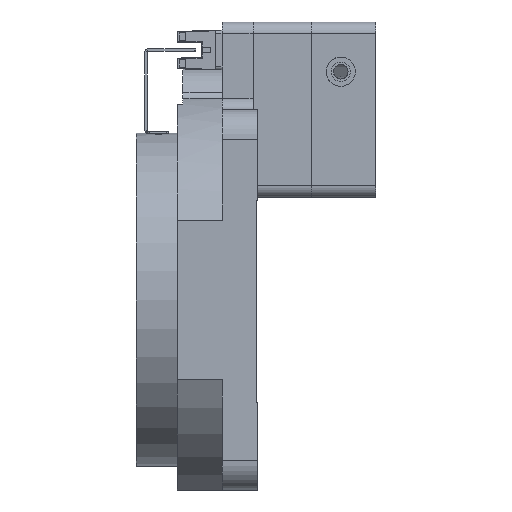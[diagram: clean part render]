
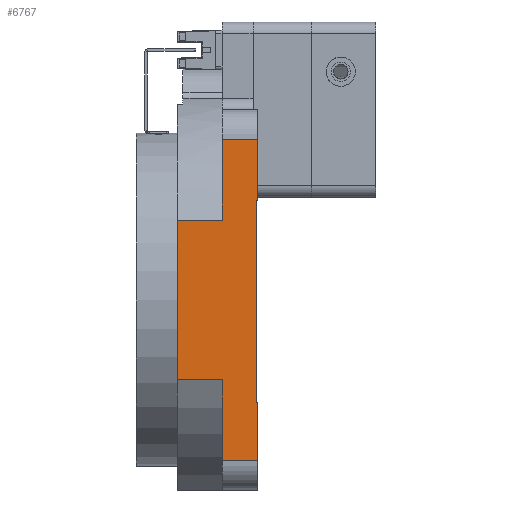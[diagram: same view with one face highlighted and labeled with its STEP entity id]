
A CAD part, left-side view. The second image highlights one B-rep face of the part: STEP entity #6767.
In plain terms, the highlighted planar face has unit normal (-1, 0, 0).
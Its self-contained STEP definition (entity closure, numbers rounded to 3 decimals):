
#4281=DIRECTION('',(0.,-1.,0.));
#4282=VECTOR('',#4281,0.5);
#4283=CARTESIAN_POINT('',(-65.,0.5,34.1));
#4284=LINE('',#4283,#4282);
#4289=DIRECTION('',(0.,0.,-1.));
#4290=VECTOR('',#4289,20.9);
#4291=CARTESIAN_POINT('',(-65.,0.,55.));
#4292=LINE('',#4291,#4290);
#4293=DIRECTION('',(0.,0.,-1.));
#4294=VECTOR('',#4293,69.1);
#4295=CARTESIAN_POINT('',(-65.,0.5,34.1));
#4296=LINE('',#4295,#4294);
#4297=DIRECTION('',(0.,-1.,0.));
#4298=VECTOR('',#4297,0.5);
#4299=CARTESIAN_POINT('',(-65.,0.5,-35.));
#4300=LINE('',#4299,#4298);
#4301=DIRECTION('',(0.,0.,-1.));
#4302=VECTOR('',#4301,20.);
#4303=CARTESIAN_POINT('',(-65.,0.,-35.));
#4304=LINE('',#4303,#4302);
#4309=DIRECTION('',(0.,-1.,0.));
#4310=VECTOR('',#4309,12.);
#4311=CARTESIAN_POINT('',(-65.,12.,-55.));
#4312=LINE('',#4311,#4310);
#4385=DIRECTION('',(0.,0.,-1.));
#4386=VECTOR('',#4385,27.701);
#4387=CARTESIAN_POINT('',(-65.,12.,-27.299));
#4388=LINE('',#4387,#4386);
#4409=DIRECTION('',(0.,-1.,0.));
#4410=VECTOR('',#4409,15.5);
#4411=CARTESIAN_POINT('',(-65.,27.5,-27.299));
#4412=LINE('',#4411,#4410);
#4426=DIRECTION('',(0.,0.,-1.));
#4427=VECTOR('',#4426,54.599);
#4428=CARTESIAN_POINT('',(-65.,27.5,27.299));
#4429=LINE('',#4428,#4427);
#4500=DIRECTION('',(0.,1.,0.));
#4501=VECTOR('',#4500,15.5);
#4502=CARTESIAN_POINT('',(-65.,12.,27.299));
#4503=LINE('',#4502,#4501);
#4588=DIRECTION('',(0.,0.,-1.));
#4589=VECTOR('',#4588,27.701);
#4590=CARTESIAN_POINT('',(-65.,12.,55.));
#4591=LINE('',#4590,#4589);
#4771=DIRECTION('',(0.,1.,0.));
#4772=VECTOR('',#4771,12.);
#4773=CARTESIAN_POINT('',(-65.,0.,55.));
#4774=LINE('',#4773,#4772);
#5739=CARTESIAN_POINT('',(-65.,0.,-55.));
#5740=VERTEX_POINT('',#5739);
#5741=CARTESIAN_POINT('',(-65.,0.,-35.));
#5742=VERTEX_POINT('',#5741);
#5777=CARTESIAN_POINT('',(-65.,0.,34.1));
#5778=VERTEX_POINT('',#5777);
#5779=CARTESIAN_POINT('',(-65.,0.,55.));
#5780=VERTEX_POINT('',#5779);
#5961=CARTESIAN_POINT('',(-65.,0.5,34.1));
#5962=VERTEX_POINT('',#5961);
#5979=CARTESIAN_POINT('',(-65.,0.5,-35.));
#5980=VERTEX_POINT('',#5979);
#6133=CARTESIAN_POINT('',(-65.,27.5,27.299));
#6134=VERTEX_POINT('',#6133);
#6135=CARTESIAN_POINT('',(-65.,27.5,-27.299));
#6136=VERTEX_POINT('',#6135);
#6145=CARTESIAN_POINT('',(-65.,12.,27.299));
#6146=VERTEX_POINT('',#6145);
#6161=CARTESIAN_POINT('',(-65.,12.,-55.));
#6162=VERTEX_POINT('',#6161);
#6163=CARTESIAN_POINT('',(-65.,12.,-27.299));
#6164=VERTEX_POINT('',#6163);
#6175=CARTESIAN_POINT('',(-65.,12.,55.));
#6176=VERTEX_POINT('',#6175);
#6738=CARTESIAN_POINT('',(-65.,0.,-65.));
#6739=DIRECTION('',(-1.,0.,0.));
#6740=DIRECTION('',(0.,0.,1.));
#6741=AXIS2_PLACEMENT_3D('',#6738,#6739,#6740);
#6742=PLANE('',#6741);
#6744=ORIENTED_EDGE('',*,*,#6743,.F.);
#6746=ORIENTED_EDGE('',*,*,#6745,.F.);
#6748=ORIENTED_EDGE('',*,*,#6747,.F.);
#6750=ORIENTED_EDGE('',*,*,#6749,.F.);
#6752=ORIENTED_EDGE('',*,*,#6751,.F.);
#6754=ORIENTED_EDGE('',*,*,#6753,.F.);
#6756=ORIENTED_EDGE('',*,*,#6755,.F.);
#6758=ORIENTED_EDGE('',*,*,#6757,.T.);
#6759=ORIENTED_EDGE('',*,*,#6730,.F.);
#6760=ORIENTED_EDGE('',*,*,#6689,.T.);
#6762=ORIENTED_EDGE('',*,*,#6761,.T.);
#6764=ORIENTED_EDGE('',*,*,#6763,.T.);
#6765=EDGE_LOOP('',(#6744,#6746,#6748,#6750,#6752,#6754,#6756,#6758,#6759,#6760,
#6762,#6764));
#6766=FACE_OUTER_BOUND('',#6765,.F.);
#6767=ADVANCED_FACE('',(#6766),#6742,.T.);
#6689=EDGE_CURVE('',#5962,#5980,#4296,.T.);
#6730=EDGE_CURVE('',#5962,#5778,#4284,.T.);
#6743=EDGE_CURVE('',#6162,#5740,#4312,.T.);
#6745=EDGE_CURVE('',#6164,#6162,#4388,.T.);
#6747=EDGE_CURVE('',#6136,#6164,#4412,.T.);
#6749=EDGE_CURVE('',#6134,#6136,#4429,.T.);
#6751=EDGE_CURVE('',#6146,#6134,#4503,.T.);
#6753=EDGE_CURVE('',#6176,#6146,#4591,.T.);
#6755=EDGE_CURVE('',#5780,#6176,#4774,.T.);
#6757=EDGE_CURVE('',#5780,#5778,#4292,.T.);
#6761=EDGE_CURVE('',#5980,#5742,#4300,.T.);
#6763=EDGE_CURVE('',#5742,#5740,#4304,.T.);
